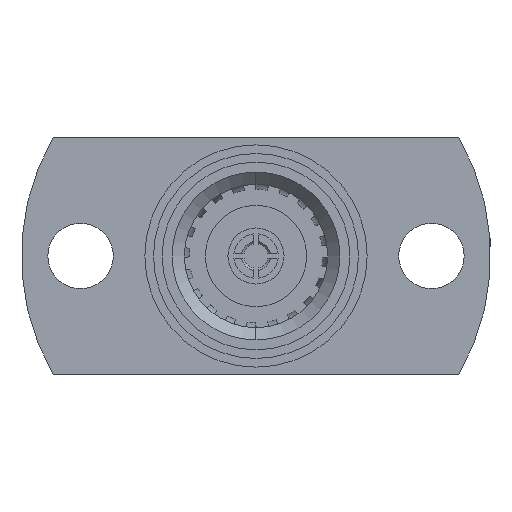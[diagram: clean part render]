
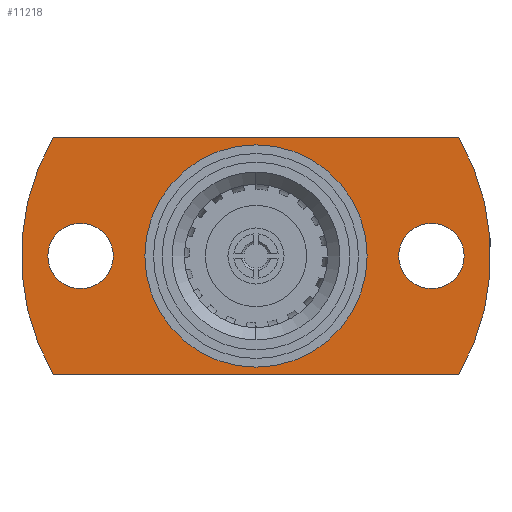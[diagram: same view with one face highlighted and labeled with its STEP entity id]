
A CAD part, left-side view. The second image highlights one B-rep face of the part: STEP entity #11218.
In plain terms, the highlighted planar face has unit normal (-1, 0, 0).
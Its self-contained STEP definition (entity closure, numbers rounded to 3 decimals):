
#91 = DIRECTION ( 'NONE',  ( 1., 0., 0. ) ) ;
#159 = EDGE_LOOP ( 'NONE', ( #6262, #753 ) ) ;
#270 = LINE ( 'NONE', #7275, #10212 ) ;
#394 = VERTEX_POINT ( 'NONE', #5857 ) ;
#439 = ORIENTED_EDGE ( 'NONE', *, *, #10219, .T. ) ;
#447 = CIRCLE ( 'NONE', #6349, 1.325 ) ;
#461 = CARTESIAN_POINT ( 'NONE',  ( 5.55, 7.1, 0. ) ) ;
#502 = CARTESIAN_POINT ( 'NONE',  ( 5.55, -8.198, 4.8 ) ) ;
#531 = ORIENTED_EDGE ( 'NONE', *, *, #3282, .F. ) ;
#621 = DIRECTION ( 'NONE',  ( 1., 0., 0. ) ) ;
#703 = CIRCLE ( 'NONE', #6603, 9.5 ) ;
#729 = VERTEX_POINT ( 'NONE', #9958 ) ;
#753 = ORIENTED_EDGE ( 'NONE', *, *, #5683, .T. ) ;
#925 = FACE_OUTER_BOUND ( 'NONE', #3919, .T. ) ;
#1073 = CARTESIAN_POINT ( 'NONE',  ( 5.55, -7.1, 0. ) ) ;
#1307 = EDGE_LOOP ( 'NONE', ( #6148, #439 ) ) ;
#1433 = DIRECTION ( 'NONE',  ( 0., 0., -1. ) ) ;
#1694 = LINE ( 'NONE', #2780, #6745 ) ;
#1727 = DIRECTION ( 'NONE',  ( 1., 0., 0. ) ) ;
#1897 = FACE_BOUND ( 'NONE', #1307, .T. ) ;
#1973 = EDGE_CURVE ( 'NONE', #8275, #394, #447, .T. ) ;
#2096 = AXIS2_PLACEMENT_3D ( 'NONE', #9645, #1727, #8789 ) ;
#2179 = ORIENTED_EDGE ( 'NONE', *, *, #7115, .F. ) ;
#2255 = ORIENTED_EDGE ( 'NONE', *, *, #5590, .T. ) ;
#2634 = AXIS2_PLACEMENT_3D ( 'NONE', #6174, #91, #7982 ) ;
#2674 = VERTEX_POINT ( 'NONE', #6237 ) ;
#2693 = CARTESIAN_POINT ( 'NONE',  ( 5.55, 0., -4.5 ) ) ;
#2780 = CARTESIAN_POINT ( 'NONE',  ( 5.55, 8.198, 4.8 ) ) ;
#3029 = VERTEX_POINT ( 'NONE', #2693 ) ;
#3039 = CARTESIAN_POINT ( 'NONE',  ( 5.55, 0., 0. ) ) ;
#3282 = EDGE_CURVE ( 'NONE', #4045, #4146, #1694, .T. ) ;
#3386 = CIRCLE ( 'NONE', #8022, 1.325 ) ;
#3432 = CARTESIAN_POINT ( 'NONE',  ( 5.55, 0., 0. ) ) ;
#3554 = FACE_BOUND ( 'NONE', #159, .T. ) ;
#3775 = EDGE_LOOP ( 'NONE', ( #2255, #9944 ) ) ;
#3894 = ORIENTED_EDGE ( 'NONE', *, *, #6838, .F. ) ;
#3915 = DIRECTION ( 'NONE',  ( 1., 0., 0. ) ) ;
#3919 = EDGE_LOOP ( 'NONE', ( #5421, #3894, #531, #2179 ) ) ;
#4045 = VERTEX_POINT ( 'NONE', #7329 ) ;
#4146 = VERTEX_POINT ( 'NONE', #502 ) ;
#4153 = CARTESIAN_POINT ( 'NONE',  ( 5.55, 0., 0. ) ) ;
#4262 = CIRCLE ( 'NONE', #6306, 9.5 ) ;
#4916 = DIRECTION ( 'NONE',  ( 0., 0., -1. ) ) ;
#5022 = DIRECTION ( 'NONE',  ( 1., 0., 0. ) ) ;
#5421 = ORIENTED_EDGE ( 'NONE', *, *, #11273, .F. ) ;
#5528 = CIRCLE ( 'NONE', #9243, 1.325 ) ;
#5590 = EDGE_CURVE ( 'NONE', #2674, #6807, #5528, .T. ) ;
#5591 = CIRCLE ( 'NONE', #2096, 1.325 ) ;
#5683 = EDGE_CURVE ( 'NONE', #8193, #3029, #10715, .T. ) ;
#5789 = DIRECTION ( 'NONE',  ( 0., 0., -1. ) ) ;
#5857 = CARTESIAN_POINT ( 'NONE',  ( 5.55, -7.1, -1.325 ) ) ;
#6008 = EDGE_CURVE ( 'NONE', #3029, #8193, #6286, .T. ) ;
#6112 = DIRECTION ( 'NONE',  ( 0., 0., -1. ) ) ;
#6148 = ORIENTED_EDGE ( 'NONE', *, *, #1973, .T. ) ;
#6174 = CARTESIAN_POINT ( 'NONE',  ( 5.55, 4.5, 0. ) ) ;
#6237 = CARTESIAN_POINT ( 'NONE',  ( 5.55, 7.1, 1.325 ) ) ;
#6262 = ORIENTED_EDGE ( 'NONE', *, *, #6008, .T. ) ;
#6286 = CIRCLE ( 'NONE', #7971, 4.5 ) ;
#6306 = AXIS2_PLACEMENT_3D ( 'NONE', #4153, #5022, #4916 ) ;
#6343 = PLANE ( 'NONE',  #2634 ) ;
#6349 = AXIS2_PLACEMENT_3D ( 'NONE', #1073, #8300, #5789 ) ;
#6502 = CARTESIAN_POINT ( 'NONE',  ( 5.55, -7.1, 0. ) ) ;
#6519 = DIRECTION ( 'NONE',  ( 1., 0., 0. ) ) ;
#6603 = AXIS2_PLACEMENT_3D ( 'NONE', #3039, #6519, #1433 ) ;
#6745 = VECTOR ( 'NONE', #7890, 1000. ) ;
#6807 = VERTEX_POINT ( 'NONE', #11235 ) ;
#6838 = EDGE_CURVE ( 'NONE', #4146, #10408, #4262, .T. ) ;
#6873 = DIRECTION ( 'NONE',  ( 1., 0., 0. ) ) ;
#7094 = CARTESIAN_POINT ( 'NONE',  ( 5.55, -7.1, 1.325 ) ) ;
#7115 = EDGE_CURVE ( 'NONE', #729, #4045, #703, .T. ) ;
#7275 = CARTESIAN_POINT ( 'NONE',  ( 5.55, 8.198, -4.8 ) ) ;
#7329 = CARTESIAN_POINT ( 'NONE',  ( 5.55, 8.198, 4.8 ) ) ;
#7890 = DIRECTION ( 'NONE',  ( 0., -1., 0. ) ) ;
#7971 = AXIS2_PLACEMENT_3D ( 'NONE', #3432, #621, #10333 ) ;
#7982 = DIRECTION ( 'NONE',  ( 0., 0., -1. ) ) ;
#8022 = AXIS2_PLACEMENT_3D ( 'NONE', #6502, #10026, #9161 ) ;
#8036 = FACE_BOUND ( 'NONE', #3775, .T. ) ;
#8193 = VERTEX_POINT ( 'NONE', #11354 ) ;
#8275 = VERTEX_POINT ( 'NONE', #7094 ) ;
#8300 = DIRECTION ( 'NONE',  ( 1., 0., 0. ) ) ;
#8318 = DIRECTION ( 'NONE',  ( 0., 1., 0. ) ) ;
#8789 = DIRECTION ( 'NONE',  ( 0., 0., -1. ) ) ;
#8870 = CARTESIAN_POINT ( 'NONE',  ( 5.55, -8.198, -4.8 ) ) ;
#9161 = DIRECTION ( 'NONE',  ( 0., 0., -1. ) ) ;
#9243 = AXIS2_PLACEMENT_3D ( 'NONE', #461, #3915, #10401 ) ;
#9645 = CARTESIAN_POINT ( 'NONE',  ( 5.55, 7.1, 0. ) ) ;
#9944 = ORIENTED_EDGE ( 'NONE', *, *, #10032, .T. ) ;
#9958 = CARTESIAN_POINT ( 'NONE',  ( 5.55, 8.198, -4.8 ) ) ;
#10026 = DIRECTION ( 'NONE',  ( 1., 0., 0. ) ) ;
#10032 = EDGE_CURVE ( 'NONE', #6807, #2674, #5591, .T. ) ;
#10212 = VECTOR ( 'NONE', #8318, 1000. ) ;
#10219 = EDGE_CURVE ( 'NONE', #394, #8275, #3386, .T. ) ;
#10287 = CARTESIAN_POINT ( 'NONE',  ( 5.55, 0., 0. ) ) ;
#10333 = DIRECTION ( 'NONE',  ( 0., 0., -1. ) ) ;
#10401 = DIRECTION ( 'NONE',  ( 0., 0., -1. ) ) ;
#10408 = VERTEX_POINT ( 'NONE', #8870 ) ;
#10715 = CIRCLE ( 'NONE', #11472, 4.5 ) ;
#11218 = ADVANCED_FACE ( 'NONE', ( #3554, #8036, #1897, #925 ), #6343, .F. ) ;
#11235 = CARTESIAN_POINT ( 'NONE',  ( 5.55, 7.1, -1.325 ) ) ;
#11273 = EDGE_CURVE ( 'NONE', #10408, #729, #270, .T. ) ;
#11354 = CARTESIAN_POINT ( 'NONE',  ( 5.55, 0., 4.5 ) ) ;
#11472 = AXIS2_PLACEMENT_3D ( 'NONE', #10287, #6873, #6112 ) ;
